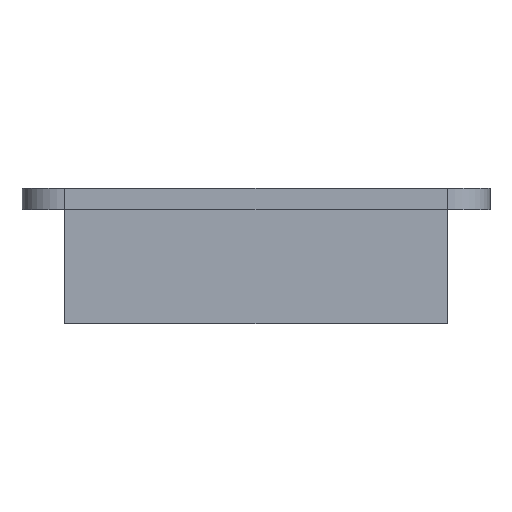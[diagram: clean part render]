
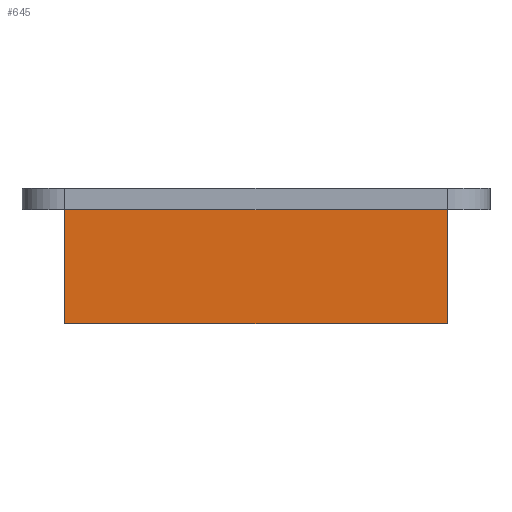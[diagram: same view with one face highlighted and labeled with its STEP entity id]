
A CAD part, left-side view. The second image highlights one B-rep face of the part: STEP entity #645.
In plain terms, the highlighted planar face has unit normal (-1, 0, 0).
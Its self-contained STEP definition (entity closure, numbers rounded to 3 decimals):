
#41 = VECTOR ( 'NONE', #1995, 1000. ) ;
#142 = LINE ( 'NONE', #1950, #41 ) ;
#164 = EDGE_CURVE ( 'NONE', #881, #2341, #2288, .T. ) ;
#229 = CARTESIAN_POINT ( 'NONE',  ( -24.856, 132.863, -2.5 ) ) ;
#269 = EDGE_CURVE ( 'NONE', #2654, #1306, #1797, .T. ) ;
#286 = EDGE_CURVE ( 'NONE', #881, #2654, #2475, .T. ) ;
#317 = VECTOR ( 'NONE', #2559, 1000. ) ;
#397 = ORIENTED_EDGE ( 'NONE', *, *, #286, .F. ) ;
#559 = EDGE_CURVE ( 'NONE', #2341, #1306, #142, .T. ) ;
#645 = ADVANCED_FACE ( 'NONE', ( #1743 ), #1832, .F. ) ;
#755 = ORIENTED_EDGE ( 'NONE', *, *, #164, .T. ) ;
#881 = VERTEX_POINT ( 'NONE', #1504 ) ;
#1306 = VERTEX_POINT ( 'NONE', #229 ) ;
#1434 = EDGE_LOOP ( 'NONE', ( #755, #2883, #3237, #397 ) ) ;
#1504 = CARTESIAN_POINT ( 'NONE',  ( -24.856, -1.137, -42.5 ) ) ;
#1581 = VECTOR ( 'NONE', #2717, 1000. ) ;
#1712 = CARTESIAN_POINT ( 'NONE',  ( -24.856, -1.137, -2.5 ) ) ;
#1743 = FACE_OUTER_BOUND ( 'NONE', #1434, .T. ) ;
#1797 = LINE ( 'NONE', #2621, #317 ) ;
#1799 = DIRECTION ( 'NONE',  ( 0., 1., 0. ) ) ;
#1800 = DIRECTION ( 'NONE',  ( 1., 0., 0. ) ) ;
#1804 = CARTESIAN_POINT ( 'NONE',  ( -24.856, 132.863, -42.5 ) ) ;
#1832 = PLANE ( 'NONE',  #3193 ) ;
#1950 = CARTESIAN_POINT ( 'NONE',  ( -24.856, 132.863, -2.5 ) ) ;
#1995 = DIRECTION ( 'NONE',  ( 0., 1., 0. ) ) ;
#2288 = LINE ( 'NONE', #3229, #1581 ) ;
#2341 = VERTEX_POINT ( 'NONE', #1712 ) ;
#2402 = VECTOR ( 'NONE', #2556, 1000. ) ;
#2475 = LINE ( 'NONE', #2550, #2402 ) ;
#2550 = CARTESIAN_POINT ( 'NONE',  ( -24.856, 132.863, -42.5 ) ) ;
#2556 = DIRECTION ( 'NONE',  ( 0., 1., 0. ) ) ;
#2559 = DIRECTION ( 'NONE',  ( 0., 0., 1. ) ) ;
#2621 = CARTESIAN_POINT ( 'NONE',  ( -24.856, 132.863, -42.5 ) ) ;
#2654 = VERTEX_POINT ( 'NONE', #2882 ) ;
#2717 = DIRECTION ( 'NONE',  ( 0., 0., 1. ) ) ;
#2882 = CARTESIAN_POINT ( 'NONE',  ( -24.856, 132.863, -42.5 ) ) ;
#2883 = ORIENTED_EDGE ( 'NONE', *, *, #559, .T. ) ;
#3193 = AXIS2_PLACEMENT_3D ( 'NONE', #1804, #1800, #1799 ) ;
#3229 = CARTESIAN_POINT ( 'NONE',  ( -24.856, -1.137, -42.5 ) ) ;
#3237 = ORIENTED_EDGE ( 'NONE', *, *, #269, .F. ) ;
